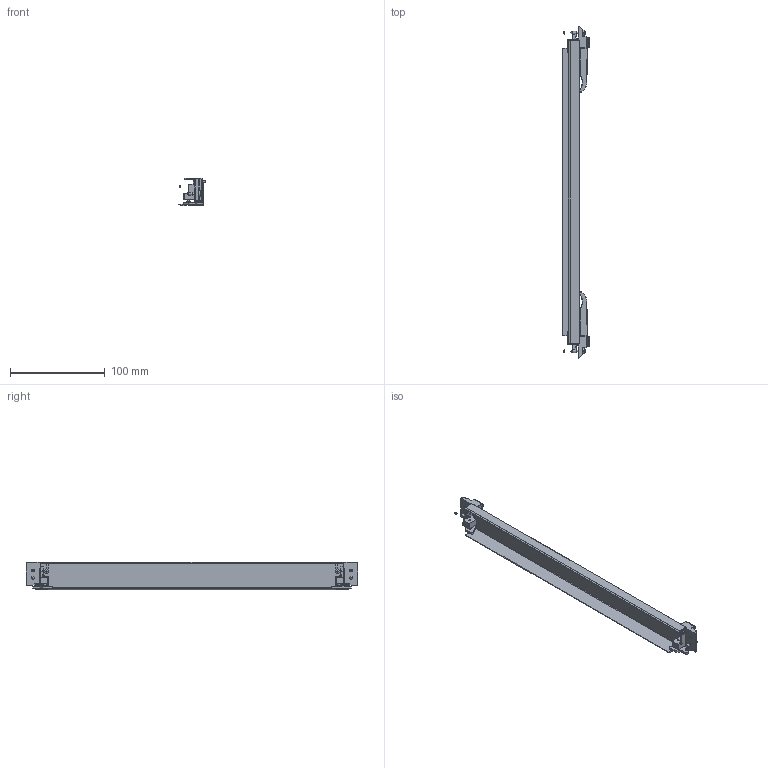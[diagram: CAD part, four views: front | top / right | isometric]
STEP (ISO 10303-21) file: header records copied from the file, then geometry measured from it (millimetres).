
FILE_DESCRIPTION(/* description */ (''),/* implementation_level */ '2;1');
FILE_NAME(/* name */ 'RTM face plate assembly.step',/* time_stamp */ '2021-06-24T10:58:09+02:00',/* author */ (''),/* organization */ (''),/* preprocessor_version */ 'ST-DEVELOPER v18.1',/* originating_system */ 'Autodesk Translation Framework v10.9.0.1377',/* authorisation */ '');
FILE_SCHEMA (('AUTOMOTIVE_DESIGN { 1 0 10303 214 3 1 1 }'));
Length unit declared in the file: millimetre
Products named in the file (6): 66-535-28-3D-STEP; 66-535-28; 81-300-00-3D-STEP; 81-300-00-oben; 81-301-00-3D-STEP; 81-301-00-unten
Assembly tree (5 placements, depth 3):
  66-535-28-3D-STEP
    66-535-28
    81-300-00-3D-STEP
      81-300-00-oben
    81-301-00-3D-STEP
      81-301-00-unten
Bounding box: 28.37 x 350.85 x 29.17 mm (x, y, z)
Volume: 34864.4 mm3; surface area: 44690.2 mm2
Topology: 3 solids, 7 shells, 590 faces, 1515 edges, 948 vertices
Faces by surface type: plane 298, cylinder 200, torus 50, sphere 18, cone 16, bspline 8
Full cylindrical faces by diameter (mm): 1.5 x4, 2 x2, 2.05 x2, 2.5 x6, 2.75 x2, 3 x2, 4 x4, 4.5 x2, 6 x2
Entity records: 18787 total; most frequent: CARTESIAN_POINT 3770, DIRECTION 3244, ORIENTED_EDGE 3002, EDGE_CURVE 1501, AXIS2_PLACEMENT_3D 1172, VERTEX_POINT 948, LINE 900, VECTOR 900
